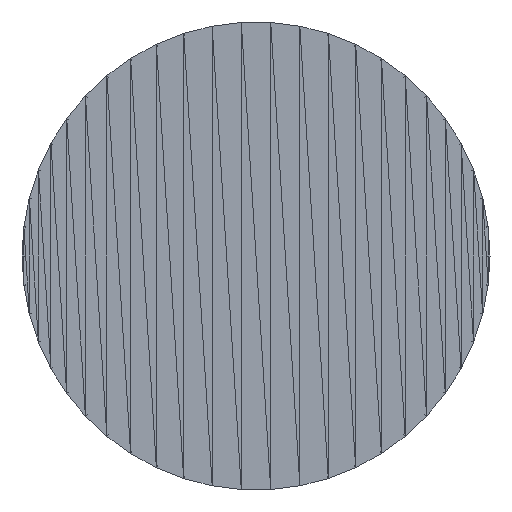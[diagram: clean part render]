
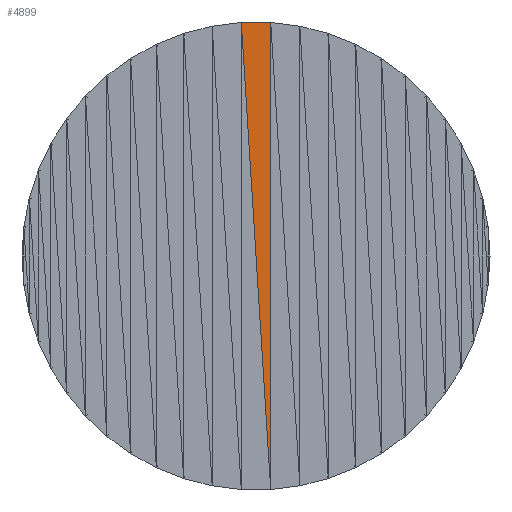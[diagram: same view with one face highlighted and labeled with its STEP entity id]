
A CAD part, top view. The second image highlights one B-rep face of the part: STEP entity #4899.
In plain terms, the highlighted planar face has unit normal (0, 0, 1).
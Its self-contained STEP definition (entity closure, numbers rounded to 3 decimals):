
#2218 = VERTEX_POINT('',#2219);
#2219 = CARTESIAN_POINT('',(0.182,-2.894,0.));
#2259 = PLANE('',#2260);
#2260 = AXIS2_PLACEMENT_3D('',#2261,#2262,#2263);
#2261 = CARTESIAN_POINT('',(-0.088,-0.088,0.)
  );
#2262 = DIRECTION('',(0.,0.,1.));
#2263 = DIRECTION('',(1.,0.,-0.));
#2376 = PLANE('',#2377);
#2377 = AXIS2_PLACEMENT_3D('',#2378,#2379,#2380);
#2378 = CARTESIAN_POINT('',(0.275,-0.077,0.));
#2379 = DIRECTION('',(0.,0.,1.));
#2380 = DIRECTION('',(1.,0.,-0.));
#4767 = VERTEX_POINT('',#4768);
#4768 = CARTESIAN_POINT('',(0.182,2.894,0.));
#4856 = PLANE('',#4857);
#4857 = AXIS2_PLACEMENT_3D('',#4858,#4859,#4860);
#4858 = CARTESIAN_POINT('',(0.043,2.249,
    -0.785));
#4859 = DIRECTION('',(0.,0.773,-0.635)
  );
#4860 = DIRECTION('',(0.,0.635,0.773));
#4872 = EDGE_CURVE('',#4767,#2218,#4873,.T.);
#4873 = SURFACE_CURVE('',#4874,(#4878,#4885),.PCURVE_S1.);
#4874 = LINE('',#4875,#4876);
#4875 = CARTESIAN_POINT('',(0.182,2.894,0.));
#4876 = VECTOR('',#4877,1.);
#4877 = DIRECTION('',(0.,-1.,0.));
#4878 = PCURVE('',#2376,#4879);
#4879 = DEFINITIONAL_REPRESENTATION('',(#4880),#4884);
#4880 = LINE('',#4881,#4882);
#4881 = CARTESIAN_POINT('',(-0.093,2.971));
#4882 = VECTOR('',#4883,1.);
#4883 = DIRECTION('',(0.,-1.));
#4884 = ( GEOMETRIC_REPRESENTATION_CONTEXT(2) 
PARAMETRIC_REPRESENTATION_CONTEXT() REPRESENTATION_CONTEXT('2D SPACE',''
  ) );
#4885 = PCURVE('',#4886,#4891);
#4886 = PLANE('',#4887);
#4887 = AXIS2_PLACEMENT_3D('',#4888,#4889,#4890);
#4888 = CARTESIAN_POINT('',(0.088,0.088,0.));
#4889 = DIRECTION('',(0.,0.,1.));
#4890 = DIRECTION('',(1.,0.,-0.));
#4891 = DEFINITIONAL_REPRESENTATION('',(#4892),#4896);
#4892 = LINE('',#4893,#4894);
#4893 = CARTESIAN_POINT('',(0.094,2.806));
#4894 = VECTOR('',#4895,1.);
#4895 = DIRECTION('',(0.,-1.));
#4896 = ( GEOMETRIC_REPRESENTATION_CONTEXT(2) 
PARAMETRIC_REPRESENTATION_CONTEXT() REPRESENTATION_CONTEXT('2D SPACE',''
  ) );
#4899 = ADVANCED_FACE('',(#4900),#4886,.T.);
#4900 = FACE_BOUND('',#4901,.T.);
#4901 = EDGE_LOOP('',(#4902,#4925,#4926));
#4902 = ORIENTED_EDGE('',*,*,#4903,.T.);
#4903 = EDGE_CURVE('',#4904,#2218,#4906,.T.);
#4904 = VERTEX_POINT('',#4905);
#4905 = CARTESIAN_POINT('',(-0.182,2.894,0.));
#4906 = SURFACE_CURVE('',#4907,(#4911,#4918),.PCURVE_S1.);
#4907 = LINE('',#4908,#4909);
#4908 = CARTESIAN_POINT('',(-0.182,2.894,0.));
#4909 = VECTOR('',#4910,1.);
#4910 = DIRECTION('',(0.063,-0.998,0.));
#4911 = PCURVE('',#4886,#4912);
#4912 = DEFINITIONAL_REPRESENTATION('',(#4913),#4917);
#4913 = LINE('',#4914,#4915);
#4914 = CARTESIAN_POINT('',(-0.27,2.806));
#4915 = VECTOR('',#4916,1.);
#4916 = DIRECTION('',(0.063,-0.998));
#4917 = ( GEOMETRIC_REPRESENTATION_CONTEXT(2) 
PARAMETRIC_REPRESENTATION_CONTEXT() REPRESENTATION_CONTEXT('2D SPACE',''
  ) );
#4918 = PCURVE('',#2259,#4919);
#4919 = DEFINITIONAL_REPRESENTATION('',(#4920),#4924);
#4920 = LINE('',#4921,#4922);
#4921 = CARTESIAN_POINT('',(-0.094,2.982));
#4922 = VECTOR('',#4923,1.);
#4923 = DIRECTION('',(0.063,-0.998));
#4924 = ( GEOMETRIC_REPRESENTATION_CONTEXT(2) 
PARAMETRIC_REPRESENTATION_CONTEXT() REPRESENTATION_CONTEXT('2D SPACE',''
  ) );
#4925 = ORIENTED_EDGE('',*,*,#4872,.F.);
#4926 = ORIENTED_EDGE('',*,*,#4927,.T.);
#4927 = EDGE_CURVE('',#4767,#4904,#4928,.T.);
#4928 = SURFACE_CURVE('',#4929,(#4933,#4940),.PCURVE_S1.);
#4929 = LINE('',#4930,#4931);
#4930 = CARTESIAN_POINT('',(0.182,2.894,0.));
#4931 = VECTOR('',#4932,1.);
#4932 = DIRECTION('',(-1.,0.,0.));
#4933 = PCURVE('',#4886,#4934);
#4934 = DEFINITIONAL_REPRESENTATION('',(#4935),#4939);
#4935 = LINE('',#4936,#4937);
#4936 = CARTESIAN_POINT('',(0.094,2.806));
#4937 = VECTOR('',#4938,1.);
#4938 = DIRECTION('',(-1.,0.));
#4939 = ( GEOMETRIC_REPRESENTATION_CONTEXT(2) 
PARAMETRIC_REPRESENTATION_CONTEXT() REPRESENTATION_CONTEXT('2D SPACE',''
  ) );
#4940 = PCURVE('',#4856,#4941);
#4941 = DEFINITIONAL_REPRESENTATION('',(#4942),#4946);
#4942 = LINE('',#4943,#4944);
#4943 = CARTESIAN_POINT('',(1.017,0.139));
#4944 = VECTOR('',#4945,1.);
#4945 = DIRECTION('',(0.,-1.));
#4946 = ( GEOMETRIC_REPRESENTATION_CONTEXT(2) 
PARAMETRIC_REPRESENTATION_CONTEXT() REPRESENTATION_CONTEXT('2D SPACE',''
  ) );
